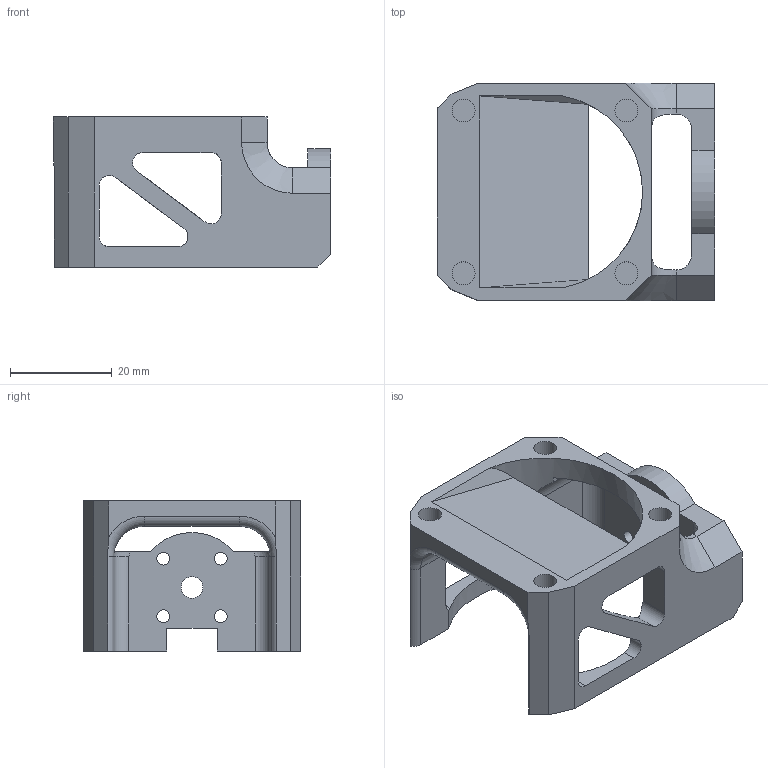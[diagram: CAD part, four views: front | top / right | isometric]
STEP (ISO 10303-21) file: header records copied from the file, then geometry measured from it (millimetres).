
FILE_DESCRIPTION(/* description */ ('STEP AP242','CAx-IF Rec.Pracs.---Representation and Presentation of Product Manufacturing Information (PMI)---4.0---2014-10-13','CAx-IF Rec.Pracs.---3D Tessellated Geometry---0.4---2014-09-14','2;1'),/* implementation_level */ '2;1');
FILE_NAME(/* name */ '6799c320d1bb70674c5c3ff5',/* time_stamp */ '2025-01-29T05:56:48Z',/* author */ (''),/* organization */ (''),/* preprocessor_version */ 'ST-DEVELOPER v20',/* originating_system */ 'ONSHAPE BY PTC INC, 1.192',/* authorisation */ ' ');
FILE_SCHEMA (('AP242_MANAGED_MODEL_BASED_3D_ENGINEERING_MIM_LF { 1 0 10303 442 1 1 4 }'));
Length unit declared in the file: metre
Products named in the file (1): Hotend Adapter - CHC XL
Bounding box: 54.5 x 42.8 x 29.5 mm (x, y, z)
Volume: 16355 mm3; surface area: 11220.6 mm2
Topology: 1 solids, 1 shells, 106 faces, 291 edges, 190 vertices
Faces by surface type: plane 60, cylinder 40, torus 4, cone 2
Full cylindrical faces by diameter (mm): 2.5 x4, 4.3 x1, 4.5 x10, 38.369 x1
Entity records: 3380 total; most frequent: CARTESIAN_POINT 668, DIRECTION 555, ORIENTED_EDGE 542, EDGE_CURVE 271, AXIS2_PLACEMENT_3D 200, VERTEX_POINT 186, LINE 155, VECTOR 155
